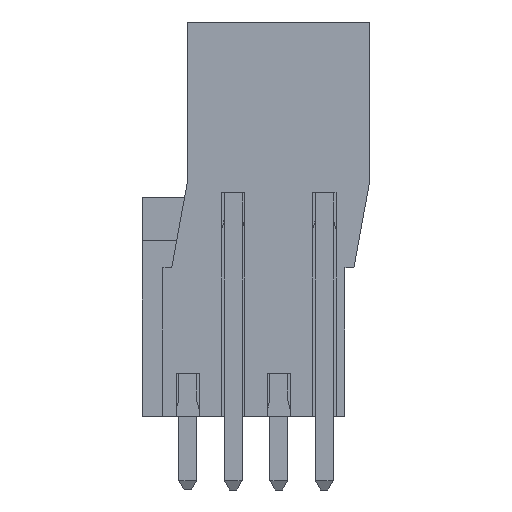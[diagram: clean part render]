
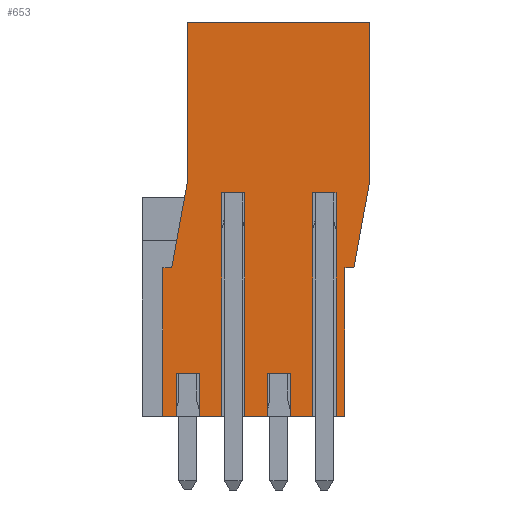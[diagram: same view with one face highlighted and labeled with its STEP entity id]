
A CAD part, left-side view. The second image highlights one B-rep face of the part: STEP entity #653.
In plain terms, the highlighted planar face has unit normal (-1, 0, 0).
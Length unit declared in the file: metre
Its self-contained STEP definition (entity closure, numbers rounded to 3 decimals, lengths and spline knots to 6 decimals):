
#653=ADVANCED_FACE('',(#1366),#1367,.F.);
#1366=FACE_OUTER_BOUND('',#2124,.T.);
#1367=PLANE('',#2125);
#2124=EDGE_LOOP('',(#4071,#4072,#4073,#4074,#4075,#4076,#4077,#4078,#4079,#4080,#4081,#4082,#4083,#4084,#4085,#4086,#4087,#4088,#4089,#4090,#4091,#4092,#4093,#4094,#4095,#4096));
#2125=AXIS2_PLACEMENT_3D('',#4097,#4098,#4099);
#4071=ORIENTED_EDGE('',*,*,#4590,.F.);
#4072=ORIENTED_EDGE('',*,*,#5372,.F.);
#4073=ORIENTED_EDGE('',*,*,#5373,.T.);
#4074=ORIENTED_EDGE('',*,*,#4996,.T.);
#4075=ORIENTED_EDGE('',*,*,#5064,.T.);
#4076=ORIENTED_EDGE('',*,*,#4788,.T.);
#4077=ORIENTED_EDGE('',*,*,#5080,.T.);
#4078=ORIENTED_EDGE('',*,*,#4956,.T.);
#4079=ORIENTED_EDGE('',*,*,#4992,.T.);
#4080=ORIENTED_EDGE('',*,*,#4784,.T.);
#4081=ORIENTED_EDGE('',*,*,#5182,.F.);
#4082=ORIENTED_EDGE('',*,*,#4738,.F.);
#4083=ORIENTED_EDGE('',*,*,#5210,.F.);
#4084=ORIENTED_EDGE('',*,*,#4780,.T.);
#4085=ORIENTED_EDGE('',*,*,#4664,.T.);
#4086=ORIENTED_EDGE('',*,*,#5137,.T.);
#4087=ORIENTED_EDGE('',*,*,#4707,.T.);
#4088=ORIENTED_EDGE('',*,*,#4779,.T.);
#4089=ORIENTED_EDGE('',*,*,#5374,.F.);
#4090=ORIENTED_EDGE('',*,*,#4884,.F.);
#4091=ORIENTED_EDGE('',*,*,#4652,.F.);
#4092=ORIENTED_EDGE('',*,*,#4776,.T.);
#4093=ORIENTED_EDGE('',*,*,#5345,.F.);
#4094=ORIENTED_EDGE('',*,*,#4703,.T.);
#4095=ORIENTED_EDGE('',*,*,#5043,.F.);
#4096=ORIENTED_EDGE('',*,*,#4809,.T.);
#4097=CARTESIAN_POINT('',(0.,0.02032,0.));
#4098=DIRECTION('',(1.0,0.,0.));
#4099=DIRECTION('',(0.,0.,1.0));
#4590=EDGE_CURVE('',#5507,#5509,#5510,.T.);
#4652=EDGE_CURVE('',#5621,#5624,#5625,.T.);
#4664=EDGE_CURVE('',#5638,#5644,#5646,.T.);
#4703=EDGE_CURVE('',#5707,#5711,#5713,.T.);
#4707=EDGE_CURVE('',#5719,#5717,#5720,.T.);
#4738=EDGE_CURVE('',#5770,#5771,#5772,.T.);
#4776=EDGE_CURVE('',#5621,#5838,#5840,.T.);
#4779=EDGE_CURVE('',#5717,#5843,#5845,.T.);
#4780=EDGE_CURVE('',#5846,#5638,#5847,.T.);
#4784=EDGE_CURVE('',#5854,#5852,#5855,.T.);
#4788=EDGE_CURVE('',#5862,#5860,#5863,.T.);
#4809=EDGE_CURVE('',#5897,#5509,#5898,.T.);
#4884=EDGE_CURVE('',#5624,#6020,#6021,.T.);
#4956=EDGE_CURVE('',#6127,#6128,#6129,.T.);
#4992=EDGE_CURVE('',#6128,#5854,#6178,.T.);
#4996=EDGE_CURVE('',#6184,#6181,#6185,.T.);
#5043=EDGE_CURVE('',#5897,#5711,#6254,.T.);
#5064=EDGE_CURVE('',#6181,#5862,#6283,.T.);
#5080=EDGE_CURVE('',#5860,#6127,#6302,.T.);
#5137=EDGE_CURVE('',#5644,#5719,#6386,.T.);
#5182=EDGE_CURVE('',#5771,#5852,#6447,.T.);
#5210=EDGE_CURVE('',#5846,#5770,#6484,.T.);
#5345=EDGE_CURVE('',#5707,#5838,#6651,.T.);
#5372=EDGE_CURVE('',#6679,#5507,#6680,.T.);
#5373=EDGE_CURVE('',#6679,#6184,#6681,.T.);
#5374=EDGE_CURVE('',#6020,#5843,#6682,.T.);
#5507=VERTEX_POINT('',#6841);
#5509=VERTEX_POINT('',#6844);
#5510=LINE('',#6845,#6846);
#5621=VERTEX_POINT('',#7009);
#5624=VERTEX_POINT('',#7013);
#5625=LINE('',#7014,#7015);
#5638=VERTEX_POINT('',#7034);
#5644=VERTEX_POINT('',#7043);
#5646=LINE('',#7046,#7047);
#5707=VERTEX_POINT('',#7135);
#5711=VERTEX_POINT('',#7141);
#5713=LINE('',#7144,#7145);
#5717=VERTEX_POINT('',#7150);
#5719=VERTEX_POINT('',#7153);
#5720=LINE('',#7154,#7155);
#5770=VERTEX_POINT('',#7228);
#5771=VERTEX_POINT('',#7229);
#5772=LINE('',#7230,#7231);
#5838=VERTEX_POINT('',#7328);
#5840=LINE('',#7331,#7332);
#5843=VERTEX_POINT('',#7336);
#5845=LINE('',#7339,#7340);
#5846=VERTEX_POINT('',#7341);
#5847=LINE('',#7342,#7343);
#5852=VERTEX_POINT('',#7350);
#5854=VERTEX_POINT('',#7353);
#5855=LINE('',#7354,#7355);
#5860=VERTEX_POINT('',#7362);
#5862=VERTEX_POINT('',#7365);
#5863=LINE('',#7366,#7367);
#5897=VERTEX_POINT('',#7419);
#5898=LINE('',#7420,#7421);
#6020=VERTEX_POINT('',#7609);
#6021=LINE('',#7610,#7611);
#6127=VERTEX_POINT('',#7773);
#6128=VERTEX_POINT('',#7774);
#6129=LINE('',#7775,#7776);
#6178=LINE('',#7849,#7850);
#6181=VERTEX_POINT('',#7854);
#6184=VERTEX_POINT('',#7858);
#6185=LINE('',#7859,#7860);
#6254=LINE('',#7961,#7962);
#6283=LINE('',#8005,#8006);
#6302=LINE('',#8034,#8035);
#6386=LINE('',#8161,#8162);
#6447=LINE('',#8254,#8255);
#6484=LINE('',#8310,#8311);
#6651=LINE('',#8567,#8568);
#6679=VERTEX_POINT('',#8607);
#6680=LINE('',#8608,#8609);
#6681=LINE('',#8610,#8611);
#6682=LINE('',#8612,#8613);
#6841=CARTESIAN_POINT('',(0.,0.01524,0.));
#6844=CARTESIAN_POINT('',(0.0,0.00508,0.0));
#6845=CARTESIAN_POINT('',(0.,0.02032,0.));
#6846=VECTOR('',#8731,1.0);
#7009=CARTESIAN_POINT('',(0.,0.006968,-0.022));
#7013=CARTESIAN_POINT('',(0.,0.006968,-0.00952));
#7014=CARTESIAN_POINT('',(0.,0.006968,-0.0098));
#7015=VECTOR('',#8788,1.0);
#7034=CARTESIAN_POINT('',(0.,0.010808,-0.022));
#7043=CARTESIAN_POINT('',(0.,0.010808,-0.0196));
#7046=CARTESIAN_POINT('',(0.,0.010808,0.));
#7047=VECTOR('',#8799,1.0);
#7135=CARTESIAN_POINT('',(0.,0.006468,-0.0137));
#7141=CARTESIAN_POINT('',(0.,0.00597,-0.0137));
#7144=CARTESIAN_POINT('',(0.,0.02032,-0.0137));
#7145=VECTOR('',#8830,1.0);
#7150=CARTESIAN_POINT('',(0.,0.009508,-0.022));
#7153=CARTESIAN_POINT('',(0.,0.009508,-0.0196));
#7154=CARTESIAN_POINT('',(0.,0.009508,0.));
#7155=VECTOR('',#8833,1.0);
#7228=CARTESIAN_POINT('',(0.,0.012048,-0.00952));
#7229=CARTESIAN_POINT('',(0.,0.013348,-0.00952));
#7230=CARTESIAN_POINT('',(0.,0.01524,-0.00952));
#7231=VECTOR('',#8857,1.0);
#7328=CARTESIAN_POINT('',(0.,0.006468,-0.022));
#7331=CARTESIAN_POINT('',(0.,0.02032,-0.022));
#7332=VECTOR('',#8890,1.0);
#7336=CARTESIAN_POINT('',(0.,0.008268,-0.022));
#7339=CARTESIAN_POINT('',(0.,0.02032,-0.022));
#7340=VECTOR('',#8893,1.0);
#7341=CARTESIAN_POINT('',(0.,0.012048,-0.022));
#7342=CARTESIAN_POINT('',(0.,0.01524,-0.022));
#7343=VECTOR('',#8894,1.0);
#7350=CARTESIAN_POINT('',(0.,0.013348,-0.022));
#7353=CARTESIAN_POINT('',(0.,0.014588,-0.022));
#7354=CARTESIAN_POINT('',(0.,0.01524,-0.022));
#7355=VECTOR('',#8898,1.0);
#7362=CARTESIAN_POINT('',(0.,0.015888,-0.022));
#7365=CARTESIAN_POINT('',(0.,0.01663,-0.022));
#7366=CARTESIAN_POINT('',(0.,0.01524,-0.022));
#7367=VECTOR('',#8902,1.0);
#7419=CARTESIAN_POINT('',(0.,0.00508,-0.008828));
#7420=CARTESIAN_POINT('',(0.0,0.00508,0.0));
#7421=VECTOR('',#8918,1.0);
#7609=CARTESIAN_POINT('',(0.,0.008268,-0.00952));
#7610=CARTESIAN_POINT('',(0.,0.02032,-0.00952));
#7611=VECTOR('',#8979,1.0);
#7773=CARTESIAN_POINT('',(0.,0.015888,-0.0196));
#7774=CARTESIAN_POINT('',(0.,0.014588,-0.0196));
#7775=CARTESIAN_POINT('',(0.,0.01524,-0.0196));
#7776=VECTOR('',#9036,1.0);
#7849=CARTESIAN_POINT('',(0.,0.014588,0.));
#7850=VECTOR('',#9067,1.0);
#7854=CARTESIAN_POINT('',(0.,0.01663,-0.0137));
#7858=CARTESIAN_POINT('',(0.,0.01613,-0.0137));
#7859=CARTESIAN_POINT('',(0.,0.01663,-0.0137));
#7860=VECTOR('',#9070,1.0);
#7961=CARTESIAN_POINT('',(0.,0.004012,-0.002979));
#7962=VECTOR('',#9109,1.0);
#8005=CARTESIAN_POINT('',(0.,0.01663,-0.022));
#8006=VECTOR('',#9124,1.0);
#8034=CARTESIAN_POINT('',(0.,0.015888,0.));
#8035=VECTOR('',#9134,1.0);
#8161=CARTESIAN_POINT('',(0.,0.02032,-0.0196));
#8162=VECTOR('',#9189,1.0);
#8254=CARTESIAN_POINT('',(0.,0.013348,-0.022));
#8255=VECTOR('',#9227,1.0);
#8310=CARTESIAN_POINT('',(0.,0.012048,-0.0098));
#8311=VECTOR('',#9246,1.0);
#8567=CARTESIAN_POINT('',(0.,0.006468,0.));
#8568=VECTOR('',#9342,1.0);
#8607=CARTESIAN_POINT('',(0.,0.01524,-0.008828));
#8608=CARTESIAN_POINT('',(0.,0.01524,0.));
#8609=VECTOR('',#9357,1.0);
#8610=CARTESIAN_POINT('',(0.,0.01613,-0.0137));
#8611=VECTOR('',#9358,1.0);
#8612=CARTESIAN_POINT('',(0.,0.008268,-0.022));
#8613=VECTOR('',#9359,1.0);
#8731=DIRECTION('',(0.,-1.0,0.));
#8788=DIRECTION('',(0.,0.,1.0));
#8799=DIRECTION('',(0.,0.,1.0));
#8830=DIRECTION('',(0.,-1.0,0.));
#8833=DIRECTION('',(0.,0.,-1.0));
#8857=DIRECTION('',(0.,1.0,0.));
#8890=DIRECTION('',(0.,-1.0,0.));
#8893=DIRECTION('',(0.,-1.0,0.));
#8894=DIRECTION('',(0.,-1.0,0.));
#8898=DIRECTION('',(0.,-1.0,0.));
#8902=DIRECTION('',(0.,-1.0,0.));
#8918=DIRECTION('',(0.,0.,1.0));
#8979=DIRECTION('',(0.,1.0,0.));
#9036=DIRECTION('',(0.,-1.0,0.));
#9067=DIRECTION('',(0.,0.,-1.0));
#9070=DIRECTION('',(0.,1.0,0.));
#9109=DIRECTION('',(0.,0.18,-0.984));
#9124=DIRECTION('',(0.,0.,-1.0));
#9134=DIRECTION('',(0.,0.,1.0));
#9189=DIRECTION('',(0.,-1.0,0.));
#9227=DIRECTION('',(0.,0.,-1.0));
#9246=DIRECTION('',(0.,0.,1.0));
#9342=DIRECTION('',(0.,0.,-1.0));
#9357=DIRECTION('',(0.,0.,1.0));
#9358=DIRECTION('',(0.,0.18,-0.984));
#9359=DIRECTION('',(0.,0.,-1.0));
